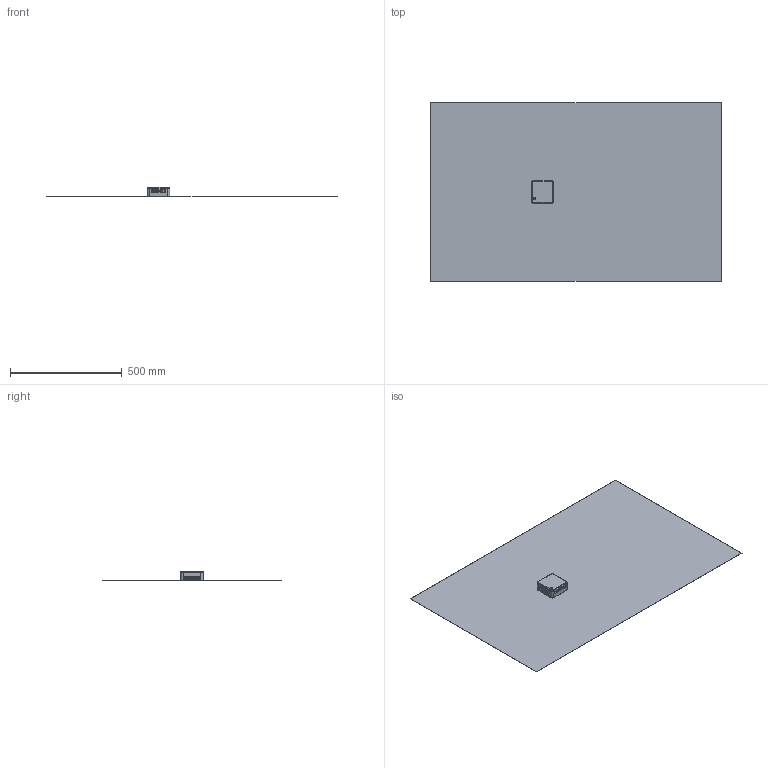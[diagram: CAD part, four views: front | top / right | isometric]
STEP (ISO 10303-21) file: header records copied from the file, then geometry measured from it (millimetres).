
FILE_DESCRIPTION(/* description */ (''),/* implementation_level */ '2;1');
FILE_NAME(/* name */ 'intel nuc v10.step',/* time_stamp */ '2018-10-29T08:26:25+01:00',/* author */ ('dariusz.wrona'),/* organization */ (''),/* preprocessor_version */ 'ST-DEVELOPER v17.2',/* originating_system */ 'Autodesk Translation Framework v7.6.0.251',/* authorisation */ '');
FILE_SCHEMA (('AUTOMOTIVE_DESIGN { 1 0 10303 214 3 1 1 }'));
Length unit declared in the file: millimetre
Products named in the file (1): intel nuc
Bounding box: 1300 x 800 x 43.01 mm (x, y, z)
Volume: 1450607.9 mm3; surface area: 2143573.3 mm2
Topology: 14 solids, 14 shells, 382 faces, 896 edges, 592 vertices
Faces by surface type: plane 248, cylinder 122, torus 12
Full cylindrical faces by diameter (mm): 4 x2, 10 x2
Entity records: 11018 total; most frequent: DIRECTION 1922, CARTESIAN_POINT 1871, ORIENTED_EDGE 1792, EDGE_CURVE 896, AXIS2_PLACEMENT_3D 643, LINE 636, VECTOR 636, VERTEX_POINT 592
